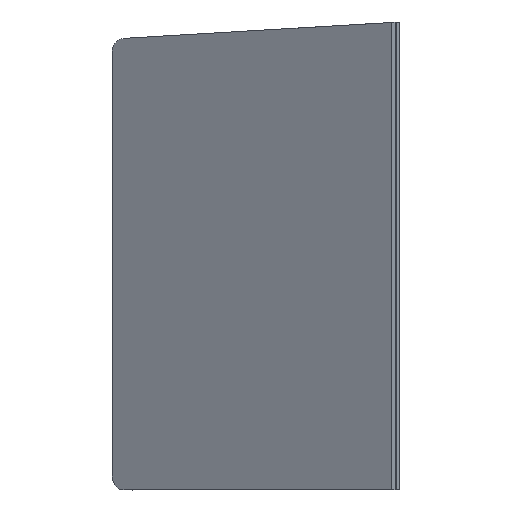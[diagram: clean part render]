
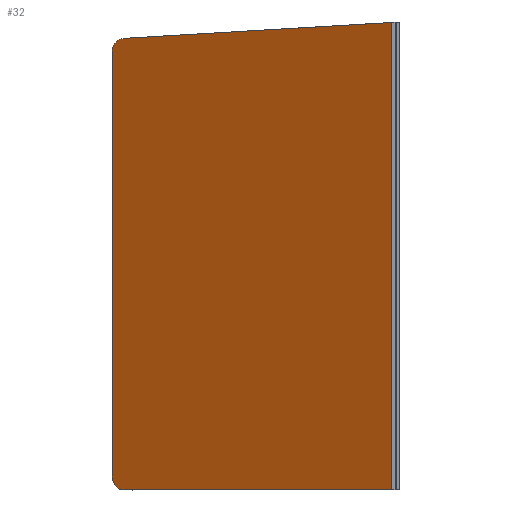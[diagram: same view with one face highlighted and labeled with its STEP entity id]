
A CAD part, top view. The second image highlights one B-rep face of the part: STEP entity #32.
In plain terms, the highlighted planar face has unit normal (-0.526, 0, 0.851).
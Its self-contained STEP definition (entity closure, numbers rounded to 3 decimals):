
#32 = ADVANCED_FACE('',(#33),#47,.T.);
#33 = FACE_BOUND('',#34,.T.);
#34 = EDGE_LOOP('',(#35,#68,#103,#129,#158,#184));
#35 = ORIENTED_EDGE('',*,*,#36,.F.);
#36 = EDGE_CURVE('',#37,#39,#41,.T.);
#37 = VERTEX_POINT('',#38);
#38 = CARTESIAN_POINT('',(11391.487,579.147,
    3198.732));
#39 = VERTEX_POINT('',#40);
#40 = CARTESIAN_POINT('',(12052.196,617.629,
    3607.077));
#41 = SURFACE_CURVE('',#42,(#46,#57),.PCURVE_S1.);
#42 = LINE('',#43,#44);
#43 = CARTESIAN_POINT('',(6528.772,295.927,
    193.378));
#44 = VECTOR('',#45,1.);
#45 = DIRECTION('',(0.85,0.049,0.525));
#46 = PCURVE('',#47,#52);
#47 = PLANE('',#48);
#48 = AXIS2_PLACEMENT_3D('',#49,#50,#51);
#49 = CARTESIAN_POINT('',(11363.495,22.278,
    3181.432));
#50 = DIRECTION('',(-0.526,0.,0.851));
#51 = DIRECTION('',(0.851,0.,0.526));
#52 = DEFINITIONAL_REPRESENTATION('',(#53),#56);
#53 = B_SPLINE_CURVE_WITH_KNOTS('',1,(#54,#55),.UNSPECIFIED.,.F.,.F.,(2,
    2),(5061.162,7212.018),.PIECEWISE_BEZIER_KNOTS.);
#54 = CARTESIAN_POINT('',(-628.613,524.095));
#55 = CARTESIAN_POINT('',(1519.609,630.528));
#56 = ( GEOMETRIC_REPRESENTATION_CONTEXT(2) 
PARAMETRIC_REPRESENTATION_CONTEXT() REPRESENTATION_CONTEXT('2D SPACE',''
  ) );
#57 = PCURVE('',#58,#63);
#58 = PLANE('',#59);
#59 = AXIS2_PLACEMENT_3D('',#60,#61,#62);
#60 = CARTESIAN_POINT('',(4.895,-84.046,0.));
#61 = DIRECTION('',(0.058,-0.998,0.));
#62 = DIRECTION('',(0.,0.,-1.));
#63 = DEFINITIONAL_REPRESENTATION('',(#64),#67);
#64 = B_SPLINE_CURVE_WITH_KNOTS('',1,(#65,#66),.UNSPECIFIED.,.F.,.F.,(2,
    2),(5061.162,7212.018),.PIECEWISE_BEZIER_KNOTS.);
#65 = CARTESIAN_POINT('',(-2850.948,10842.215));
#66 = CARTESIAN_POINT('',(-3980.344,12672.692));
#67 = ( GEOMETRIC_REPRESENTATION_CONTEXT(2) 
PARAMETRIC_REPRESENTATION_CONTEXT() REPRESENTATION_CONTEXT('2D SPACE',''
  ) );
#68 = ORIENTED_EDGE('',*,*,#69,.T.);
#69 = EDGE_CURVE('',#37,#70,#72,.T.);
#70 = VERTEX_POINT('',#71);
#71 = CARTESIAN_POINT('',(11363.495,544.555,
    3181.432));
#72 = SURFACE_CURVE('',#73,(#78,#85),.PCURVE_S1.);
#73 = ELLIPSE('',#74,34.635,34.619);
#74 = AXIS2_PLACEMENT_3D('',#75,#76,#77);
#75 = CARTESIAN_POINT('',(11392.943,544.555,
    3199.632));
#76 = DIRECTION('',(-0.526,0.,0.851));
#77 = DIRECTION('',(0.,1.,0.));
#78 = PCURVE('',#47,#79);
#79 = DEFINITIONAL_REPRESENTATION('',(#80),#84);
#80 = ELLIPSE('',#81,34.635,34.619);
#81 = AXIS2_PLACEMENT_2D('',#82,#83);
#82 = CARTESIAN_POINT('',(34.619,522.278));
#83 = DIRECTION('',(0.,1.));
#84 = ( GEOMETRIC_REPRESENTATION_CONTEXT(2) 
PARAMETRIC_REPRESENTATION_CONTEXT() REPRESENTATION_CONTEXT('2D SPACE',''
  ) );
#85 = PCURVE('',#86,#91);
#86 = CYLINDRICAL_SURFACE('',#87,34.619);
#87 = AXIS2_PLACEMENT_3D('',#88,#89,#90);
#88 = CARTESIAN_POINT('',(10972.624,520.074,
    3879.716));
#89 = DIRECTION('',(0.525,0.031,-0.85));
#90 = DIRECTION('',(-0.058,0.998,0.
    ));
#91 = DEFINITIONAL_REPRESENTATION('',(#92),#102);
#92 = B_SPLINE_CURVE_WITH_KNOTS('',8,(#93,#94,#95,#96,#97,#98,#99,#100,
    #101),.UNSPECIFIED.,.F.,.F.,(9,9),(0.049,1.571
    ),.PIECEWISE_BEZIER_KNOTS.);
#93 = CARTESIAN_POINT('',(0.,800.922));
#94 = CARTESIAN_POINT('',(-0.19,800.912));
#95 = CARTESIAN_POINT('',(-0.38,800.859));
#96 = CARTESIAN_POINT('',(-0.57,800.762));
#97 = CARTESIAN_POINT('',(-0.761,800.626));
#98 = CARTESIAN_POINT('',(-0.951,800.457));
#99 = CARTESIAN_POINT('',(-1.141,800.267));
#100 = CARTESIAN_POINT('',(-1.331,800.065));
#101 = CARTESIAN_POINT('',(-1.521,799.864));
#102 = ( GEOMETRIC_REPRESENTATION_CONTEXT(2) 
PARAMETRIC_REPRESENTATION_CONTEXT() REPRESENTATION_CONTEXT('2D SPACE',''
  ) );
#103 = ORIENTED_EDGE('',*,*,#104,.F.);
#104 = EDGE_CURVE('',#105,#70,#107,.T.);
#105 = VERTEX_POINT('',#106);
#106 = CARTESIAN_POINT('',(11363.495,-500.,3181.432)
  );
#107 = SURFACE_CURVE('',#108,(#112,#118),.PCURVE_S1.);
#108 = LINE('',#109,#110);
#109 = CARTESIAN_POINT('',(11363.495,11.139,
    3181.432));
#110 = VECTOR('',#111,1.);
#111 = DIRECTION('',(0.,1.,0.));
#112 = PCURVE('',#47,#113);
#113 = DEFINITIONAL_REPRESENTATION('',(#114),#117);
#114 = B_SPLINE_CURVE_WITH_KNOTS('',1,(#115,#116),.UNSPECIFIED.,.F.,.F.,
  (2,2),(-617.975,664.056),.PIECEWISE_BEZIER_KNOTS.);
#115 = CARTESIAN_POINT('',(0.,-629.113));
#116 = CARTESIAN_POINT('',(0.,652.917));
#117 = ( GEOMETRIC_REPRESENTATION_CONTEXT(2) 
PARAMETRIC_REPRESENTATION_CONTEXT() REPRESENTATION_CONTEXT('2D SPACE',''
  ) );
#118 = PCURVE('',#119,#124);
#119 = PLANE('',#120);
#120 = AXIS2_PLACEMENT_3D('',#121,#122,#123);
#121 = CARTESIAN_POINT('',(9645.441,0.,5961.273));
#122 = DIRECTION('',(0.851,0.,0.526));
#123 = DIRECTION('',(0.,-1.,0.));
#124 = DEFINITIONAL_REPRESENTATION('',(#125),#128);
#125 = B_SPLINE_CURVE_WITH_KNOTS('',1,(#126,#127),.UNSPECIFIED.,.F.,.F.,
  (2,2),(-617.975,664.056),.PIECEWISE_BEZIER_KNOTS.);
#126 = CARTESIAN_POINT('',(606.836,3267.909));
#127 = CARTESIAN_POINT('',(-675.194,3267.909));
#128 = ( GEOMETRIC_REPRESENTATION_CONTEXT(2) 
PARAMETRIC_REPRESENTATION_CONTEXT() REPRESENTATION_CONTEXT('2D SPACE',''
  ) );
#129 = ORIENTED_EDGE('',*,*,#130,.T.);
#130 = EDGE_CURVE('',#105,#131,#133,.T.);
#131 = VERTEX_POINT('',#132);
#132 = CARTESIAN_POINT('',(11392.943,-534.619,
    3199.632));
#133 = SURFACE_CURVE('',#134,(#139,#146),.PCURVE_S1.);
#134 = CIRCLE('',#135,34.619);
#135 = AXIS2_PLACEMENT_3D('',#136,#137,#138);
#136 = CARTESIAN_POINT('',(11392.943,-500.,3199.632)
  );
#137 = DIRECTION('',(-0.526,0.,0.851));
#138 = DIRECTION('',(-0.851,0.,-0.526));
#139 = PCURVE('',#47,#140);
#140 = DEFINITIONAL_REPRESENTATION('',(#141),#145);
#141 = CIRCLE('',#142,34.619);
#142 = AXIS2_PLACEMENT_2D('',#143,#144);
#143 = CARTESIAN_POINT('',(34.619,-522.278));
#144 = DIRECTION('',(-1.,0.));
#145 = ( GEOMETRIC_REPRESENTATION_CONTEXT(2) 
PARAMETRIC_REPRESENTATION_CONTEXT() REPRESENTATION_CONTEXT('2D SPACE',''
  ) );
#146 = PCURVE('',#147,#152);
#147 = CYLINDRICAL_SURFACE('',#148,34.619);
#148 = AXIS2_PLACEMENT_3D('',#149,#150,#151);
#149 = CARTESIAN_POINT('',(11814.028,-500.,2518.309)
  );
#150 = DIRECTION('',(-0.526,0.,0.851));
#151 = DIRECTION('',(-0.851,0.,-0.526));
#152 = DEFINITIONAL_REPRESENTATION('',(#153),#157);
#153 = LINE('',#154,#155);
#154 = CARTESIAN_POINT('',(0.,800.945));
#155 = VECTOR('',#156,1.);
#156 = DIRECTION('',(1.,0.));
#157 = ( GEOMETRIC_REPRESENTATION_CONTEXT(2) 
PARAMETRIC_REPRESENTATION_CONTEXT() REPRESENTATION_CONTEXT('2D SPACE',''
  ) );
#158 = ORIENTED_EDGE('',*,*,#159,.F.);
#159 = EDGE_CURVE('',#160,#131,#162,.T.);
#160 = VERTEX_POINT('',#161);
#161 = CARTESIAN_POINT('',(12052.196,-534.619,
    3607.077));
#162 = SURFACE_CURVE('',#163,(#167,#173),.PCURVE_S1.);
#163 = LINE('',#164,#165);
#164 = CARTESIAN_POINT('',(6540.775,-534.619,
    200.796));
#165 = VECTOR('',#166,1.);
#166 = DIRECTION('',(-0.851,0.,-0.526));
#167 = PCURVE('',#47,#168);
#168 = DEFINITIONAL_REPRESENTATION('',(#169),#172);
#169 = B_SPLINE_CURVE_WITH_KNOTS('',1,(#170,#171),.UNSPECIFIED.,.F.,.F.,
  (2,2),(-7188.912,-5042.618),
  .PIECEWISE_BEZIER_KNOTS.);
#170 = CARTESIAN_POINT('',(1519.448,-556.896));
#171 = CARTESIAN_POINT('',(-626.847,-556.896));
#172 = ( GEOMETRIC_REPRESENTATION_CONTEXT(2) 
PARAMETRIC_REPRESENTATION_CONTEXT() REPRESENTATION_CONTEXT('2D SPACE',''
  ) );
#173 = PCURVE('',#174,#179);
#174 = PLANE('',#175);
#175 = AXIS2_PLACEMENT_3D('',#176,#177,#178);
#176 = CARTESIAN_POINT('',(0.,-534.619,0.));
#177 = DIRECTION('',(0.,1.,0.));
#178 = DIRECTION('',(1.,0.,-0.));
#179 = DEFINITIONAL_REPRESENTATION('',(#180),#183);
#180 = B_SPLINE_CURVE_WITH_KNOTS('',1,(#181,#182),.UNSPECIFIED.,.F.,.F.,
  (2,2),(-7188.912,-5042.618),
  .PIECEWISE_BEZIER_KNOTS.);
#181 = CARTESIAN_POINT('',(12656.011,-3980.259));
#182 = CARTESIAN_POINT('',(10830.269,-2851.877));
#183 = ( GEOMETRIC_REPRESENTATION_CONTEXT(2) 
PARAMETRIC_REPRESENTATION_CONTEXT() REPRESENTATION_CONTEXT('2D SPACE',''
  ) );
#184 = ORIENTED_EDGE('',*,*,#185,.T.);
#185 = EDGE_CURVE('',#160,#39,#186,.T.);
#186 = SURFACE_CURVE('',#187,(#191,#197),.PCURVE_S1.);
#187 = LINE('',#188,#189);
#188 = CARTESIAN_POINT('',(12052.196,-11.461,
    3607.077));
#189 = VECTOR('',#190,1.);
#190 = DIRECTION('',(0.,1.,0.));
#191 = PCURVE('',#47,#192);
#192 = DEFINITIONAL_REPRESENTATION('',(#193),#196);
#193 = B_SPLINE_CURVE_WITH_KNOTS('',1,(#194,#195),.UNSPECIFIED.,.F.,.F.,
  (2,2),(-641.013,773.253),.PIECEWISE_BEZIER_KNOTS.);
#194 = CARTESIAN_POINT('',(809.619,-674.752));
#195 = CARTESIAN_POINT('',(809.619,739.514));
#196 = ( GEOMETRIC_REPRESENTATION_CONTEXT(2) 
PARAMETRIC_REPRESENTATION_CONTEXT() REPRESENTATION_CONTEXT('2D SPACE',''
  ) );
#197 = PCURVE('',#198,#203);
#198 = PLANE('',#199);
#199 = AXIS2_PLACEMENT_3D('',#200,#201,#202);
#200 = CARTESIAN_POINT('',(8612.554,-45.2,
    9172.476));
#201 = DIRECTION('',(0.851,0.,0.526));
#202 = DIRECTION('',(0.,-1.,0.));
#203 = DEFINITIONAL_REPRESENTATION('',(#204),#207);
#204 = B_SPLINE_CURVE_WITH_KNOTS('',1,(#205,#206),.UNSPECIFIED.,.F.,.F.,
  (2,2),(-641.013,773.253),.PIECEWISE_BEZIER_KNOTS.);
#205 = CARTESIAN_POINT('',(607.274,6542.538));
#206 = CARTESIAN_POINT('',(-806.992,6542.538));
#207 = ( GEOMETRIC_REPRESENTATION_CONTEXT(2) 
PARAMETRIC_REPRESENTATION_CONTEXT() REPRESENTATION_CONTEXT('2D SPACE',''
  ) );
